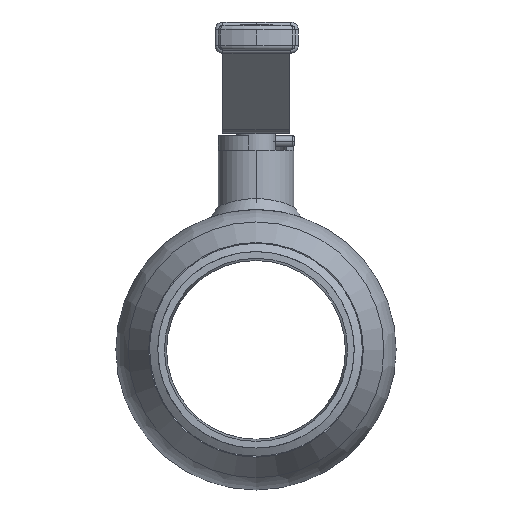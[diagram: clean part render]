
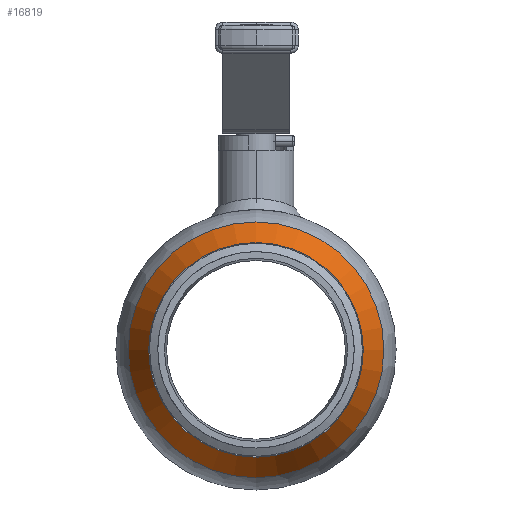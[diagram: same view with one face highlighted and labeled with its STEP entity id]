
A CAD part, left-side view. The second image highlights one B-rep face of the part: STEP entity #16819.
In plain terms, the highlighted conical face has half-angle 28.4 degrees and reference radius 57.94 mm.
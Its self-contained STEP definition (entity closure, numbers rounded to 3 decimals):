
#16764=CARTESIAN_POINT('',(-78.75,0.,48.631));
#16765=VERTEX_POINT('',#16764);
#16772=CARTESIAN_POINT('',(-78.75,-0.,-48.631));
#16773=VERTEX_POINT('',#16772);
#16774=CARTESIAN_POINT('',(-78.75,0.,0.));
#16775=DIRECTION('',(1.,0.,0.));
#16776=DIRECTION('',(0.,0.,-1.));
#16777=AXIS2_PLACEMENT_3D('',#16774,#16775,#16776);
#16778=CIRCLE('',#16777,48.631);
#16779=EDGE_CURVE('',#16773,#16765,#16778,.T.);
#16781=CARTESIAN_POINT('',(-78.75,0.,0.));
#16782=DIRECTION('',(1.,0.,0.));
#16783=DIRECTION('',(0.,0.,-1.));
#16784=AXIS2_PLACEMENT_3D('',#16781,#16782,#16783);
#16785=CIRCLE('',#16784,48.631);
#16786=EDGE_CURVE('',#16765,#16773,#16785,.T.);
#16794=CARTESIAN_POINT('',(-61.534,0.,0.));
#16795=DIRECTION('',(1.,0.,0.));
#16796=DIRECTION('',(0.,0.,-1.));
#16797=AXIS2_PLACEMENT_3D('',#16794,#16795,#16796);
#16798=CONICAL_SURFACE('',#16797,57.939,28.4);
#16799=CARTESIAN_POINT('',(-61.534,-0.,-57.939));
#16800=VERTEX_POINT('',#16799);
#16801=CARTESIAN_POINT('',(-61.534,0.,-57.939));
#16802=DIRECTION('',(-0.88,-0.,0.476));
#16803=VECTOR('',#16802,19.571);
#16804=LINE('',#16801,#16803);
#16805=EDGE_CURVE('',#16800,#16773,#16804,.T.);
#16806=ORIENTED_EDGE('',*,*,#16805,.T.);
#16807=ORIENTED_EDGE('',*,*,#16779,.T.);
#16808=ORIENTED_EDGE('',*,*,#16786,.T.);
#16809=ORIENTED_EDGE('',*,*,#16805,.F.);
#16810=CARTESIAN_POINT('',(-61.534,0.,0.));
#16811=DIRECTION('',(1.,0.,0.));
#16812=DIRECTION('',(0.,0.,-1.));
#16813=AXIS2_PLACEMENT_3D('',#16810,#16811,#16812);
#16814=CIRCLE('',#16813,57.939);
#16815=EDGE_CURVE('',#16800,#16800,#16814,.T.);
#16816=ORIENTED_EDGE('',*,*,#16815,.F.);
#16817=EDGE_LOOP('',(#16806,#16807,#16808,#16809,#16816));
#16818=FACE_BOUND('',#16817,.T.);
#16819=ADVANCED_FACE('',(#16818),#16798,.T.);
